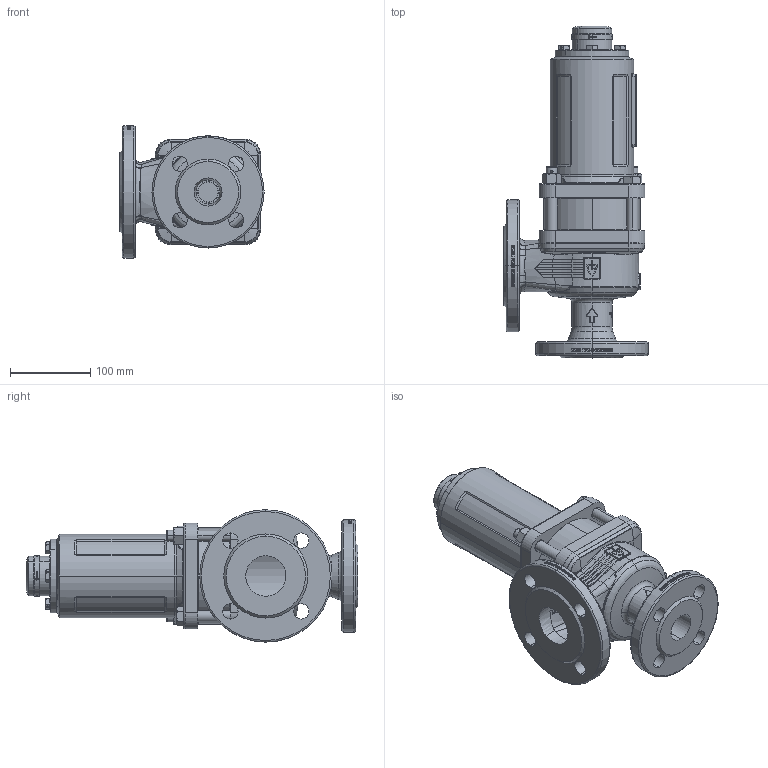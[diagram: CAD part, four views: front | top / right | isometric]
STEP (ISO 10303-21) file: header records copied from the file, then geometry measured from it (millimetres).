
FILE_DESCRIPTION (( 'STEP AP214' ), '1' );
FILE_NAME ('355TBGFO_32_FLFL_3250_MD.STEP', '2020-07-23T09:38:38', ( '' ), ( '' ), 'SwSTEP 2.0', 'SolidWorks 2020', '' );
FILE_SCHEMA (( 'AUTOMOTIVE_DESIGN' ));
Length unit declared in the file: millimetre
Products named in the file (1): 355TBGFO_32_FLFL_3250_MD
Bounding box: 180 x 414.3 x 165 mm (x, y, z)
Volume: 2096603.1 mm3; surface area: 453636.9 mm2
Topology: 16 solids, 16 shells, 1909 faces, 5195 edges, 3501 vertices
Faces by surface type: bspline 585, plane 536, cylinder 481, cone 205, torus 101, sphere 1
Entity records: 149328 total; most frequent: CARTESIAN_POINT 84161, ORIENTED_EDGE 10320, DIRECTION 7429, EDGE_CURVE 5160, VERTEX_POINT 3500, AXIS2_PLACEMENT_3D 2941, EDGE_LOOP 2188, B_SPLINE_CURVE_WITH_KNOTS 1975
